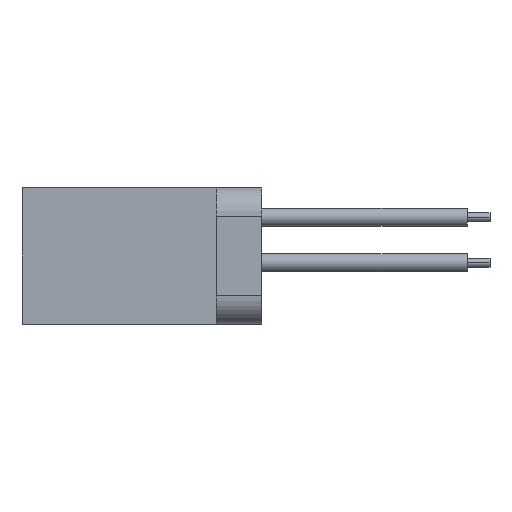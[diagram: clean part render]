
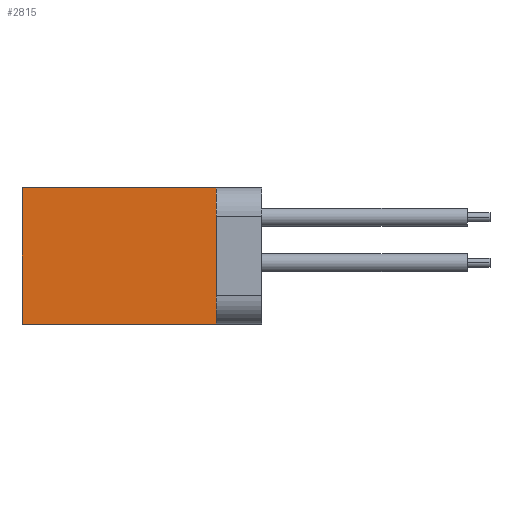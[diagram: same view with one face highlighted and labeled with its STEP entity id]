
A CAD part, left-side view. The second image highlights one B-rep face of the part: STEP entity #2815.
In plain terms, the highlighted planar face has unit normal (-1, 0, 0).
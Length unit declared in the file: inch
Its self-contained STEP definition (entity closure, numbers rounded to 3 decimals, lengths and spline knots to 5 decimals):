
#11 = VECTOR ( 'NONE', #2430, 39.37008 ) ;
#102 = LINE ( 'NONE', #281, #11 ) ;
#244 = DIRECTION ( 'NONE',  ( 0., 0., -1. ) ) ;
#253 = CARTESIAN_POINT ( 'NONE',  ( -0.3125, 0.525, 0.15 ) ) ;
#281 = CARTESIAN_POINT ( 'NONE',  ( -0.3125, 0.1, -0.15 ) ) ;
#479 = ORIENTED_EDGE ( 'NONE', *, *, #2320, .T. ) ;
#610 = CARTESIAN_POINT ( 'NONE',  ( -0.3125, 0.1, 0.15 ) ) ;
#613 = LINE ( 'NONE', #2328, #1344 ) ;
#719 = AXIS2_PLACEMENT_3D ( 'NONE', #3579, #3880, #2067 ) ;
#842 = FACE_OUTER_BOUND ( 'NONE', #3914, .T. ) ;
#981 = VERTEX_POINT ( 'NONE', #2371 ) ;
#1009 = EDGE_CURVE ( 'NONE', #3396, #3135, #2288, .T. ) ;
#1212 = ORIENTED_EDGE ( 'NONE', *, *, #1009, .F. ) ;
#1344 = VECTOR ( 'NONE', #1702, 39.37008 ) ;
#1389 = VECTOR ( 'NONE', #2437, 39.37008 ) ;
#1683 = CARTESIAN_POINT ( 'NONE',  ( -0.3125, 0.1, 0.15 ) ) ;
#1702 = DIRECTION ( 'NONE',  ( 0., -1., 0. ) ) ;
#1778 = EDGE_CURVE ( 'NONE', #3676, #981, #3508, .T. ) ;
#2067 = DIRECTION ( 'NONE',  ( 0., 0., -1. ) ) ;
#2288 = LINE ( 'NONE', #610, #1389 ) ;
#2320 = EDGE_CURVE ( 'NONE', #981, #3135, #102, .T. ) ;
#2328 = CARTESIAN_POINT ( 'NONE',  ( -0.3125, 0.1, 0.15 ) ) ;
#2367 = ORIENTED_EDGE ( 'NONE', *, *, #2729, .F. ) ;
#2371 = CARTESIAN_POINT ( 'NONE',  ( -0.3125, 0.525, -0.15 ) ) ;
#2411 = CARTESIAN_POINT ( 'NONE',  ( -0.3125, 0.525, 0.15 ) ) ;
#2430 = DIRECTION ( 'NONE',  ( 0., -1., 0. ) ) ;
#2437 = DIRECTION ( 'NONE',  ( 0., 0., -1. ) ) ;
#2646 = ORIENTED_EDGE ( 'NONE', *, *, #1778, .T. ) ;
#2695 = VECTOR ( 'NONE', #244, 39.37008 ) ;
#2729 = EDGE_CURVE ( 'NONE', #3676, #3396, #613, .T. ) ;
#2815 = ADVANCED_FACE ( 'NONE', ( #842 ), #3273, .F. ) ;
#3091 = CARTESIAN_POINT ( 'NONE',  ( -0.3125, 0.1, -0.15 ) ) ;
#3135 = VERTEX_POINT ( 'NONE', #3091 ) ;
#3273 = PLANE ( 'NONE',  #719 ) ;
#3396 = VERTEX_POINT ( 'NONE', #1683 ) ;
#3508 = LINE ( 'NONE', #2411, #2695 ) ;
#3579 = CARTESIAN_POINT ( 'NONE',  ( -0.3125, 0.1, 0.15 ) ) ;
#3676 = VERTEX_POINT ( 'NONE', #253 ) ;
#3880 = DIRECTION ( 'NONE',  ( 1., 0., 0. ) ) ;
#3914 = EDGE_LOOP ( 'NONE', ( #479, #1212, #2367, #2646 ) ) ;
